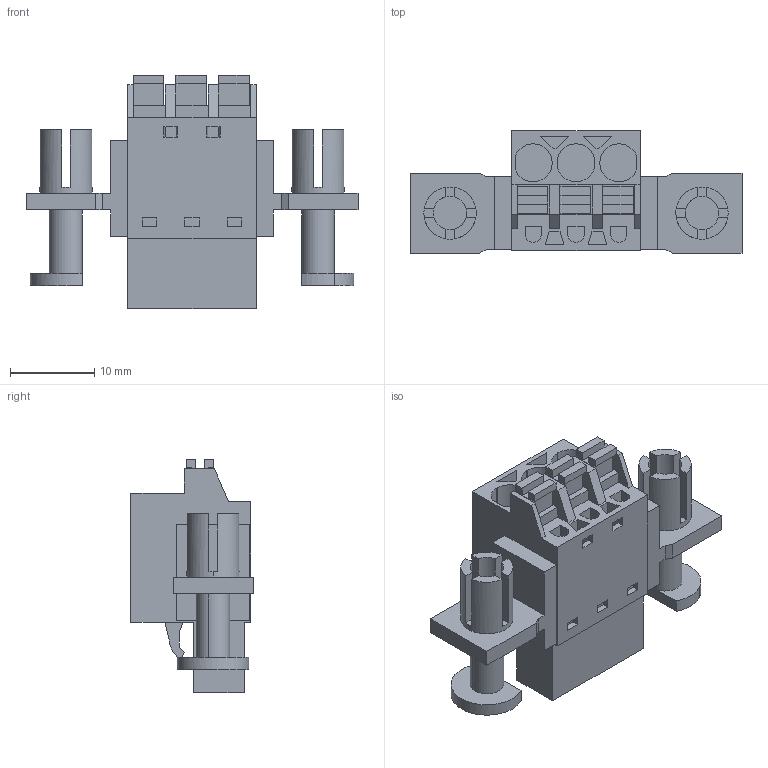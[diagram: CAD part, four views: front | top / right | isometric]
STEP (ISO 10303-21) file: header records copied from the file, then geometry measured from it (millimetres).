
FILE_DESCRIPTION(('CATIA V5R24 STEP','CAx-IF Rec.Pracs.--- Model Styling and Organization---1.2---2011-12-15'),'2;1');
FILE_NAME ('D1451307_0_1353250000_1353250000.stp','2017-05-02T11:41:48+00:00',('none'),('Weidmueller'),'CATIA Version 5-6 Release 2014 SP4 HF52','CATIA V5 STEP AP214','none');
FILE_SCHEMA(('AUTOMOTIVE_DESIGN { 1 0 10303 214 1 1 1 1 }'));
Length unit declared in the file: millimetre
Products named in the file (1): 1353250000
Bounding box: 39.39 x 14.5 x 27.73 mm (x, y, z)
Volume: 4952.6 mm3; surface area: 4465.1 mm2
Topology: 6 solids, 6 shells, 337 faces, 938 edges, 636 vertices
Faces by surface type: plane 298, cylinder 38, extrusion 1
Entity records: 10795 total; most frequent: CARTESIAN_POINT 2021, ORIENTED_EDGE 1876, DIRECTION 1459, EDGE_CURVE 938, VECTOR 835, LINE 834, VERTEX_POINT 636, EDGE_LOOP 372
